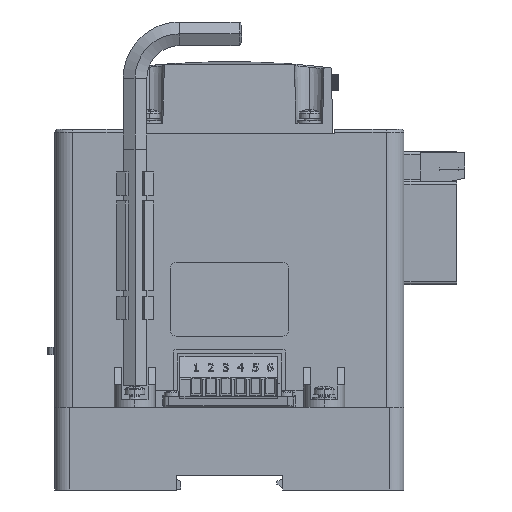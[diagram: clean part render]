
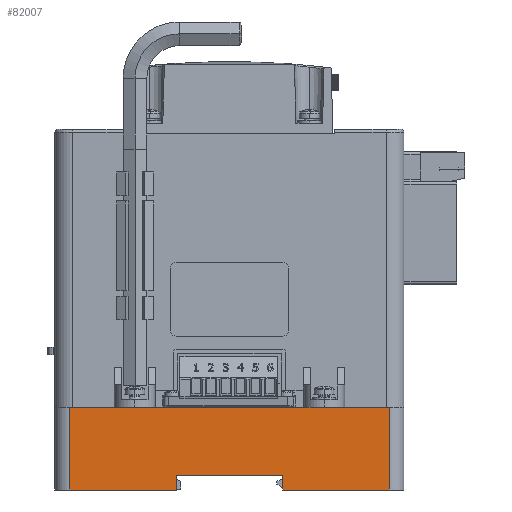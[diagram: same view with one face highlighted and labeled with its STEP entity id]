
A CAD part, left-side view. The second image highlights one B-rep face of the part: STEP entity #82007.
In plain terms, the highlighted planar face has unit normal (-1, 0, 0).
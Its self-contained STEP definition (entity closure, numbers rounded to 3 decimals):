
#456 = VERTEX_POINT ( 'NONE', #44114 ) ;
#2930 = ORIENTED_EDGE ( 'NONE', *, *, #108777, .T. ) ;
#4688 = VERTEX_POINT ( 'NONE', #50728 ) ;
#5314 = VERTEX_POINT ( 'NONE', #15131 ) ;
#15056 = EDGE_CURVE ( 'NONE', #89859, #89920, #41591, .T. ) ;
#15131 = CARTESIAN_POINT ( 'NONE',  ( -159.396, -78.226, -65.275 ) ) ;
#15908 = CARTESIAN_POINT ( 'NONE',  ( -159.396, -42.226, -37.275 ) ) ;
#16941 = EDGE_CURVE ( 'NONE', #456, #89920, #118765, .T. ) ;
#17471 = EDGE_CURVE ( 'NONE', #4688, #90264, #55393, .T. ) ;
#17536 = CARTESIAN_POINT ( 'NONE',  ( -159.396, -155.226, -60.275 ) ) ;
#18469 = CARTESIAN_POINT ( 'NONE',  ( -159.396, -114.226, -60.275 ) ) ;
#19951 = CARTESIAN_POINT ( 'NONE',  ( -159.396, -114.226, -37.275 ) ) ;
#23770 = VECTOR ( 'NONE', #25559, 1000. ) ;
#24170 = PLANE ( 'NONE',  #73972 ) ;
#25559 = DIRECTION ( 'NONE',  ( 0., -1., 0. ) ) ;
#28383 = ORIENTED_EDGE ( 'NONE', *, *, #98754, .T. ) ;
#29109 = VECTOR ( 'NONE', #47562, 1000. ) ;
#29181 = DIRECTION ( 'NONE',  ( 0., 0., -1. ) ) ;
#31542 = FACE_OUTER_BOUND ( 'NONE', #81514, .T. ) ;
#32069 = DIRECTION ( 'NONE',  ( 0., -1., 0. ) ) ;
#34409 = EDGE_CURVE ( 'NONE', #5314, #4688, #74240, .T. ) ;
#35347 = CARTESIAN_POINT ( 'NONE',  ( -159.396, -155.226, -65.275 ) ) ;
#37897 = CARTESIAN_POINT ( 'NONE',  ( -159.396, -42.226, -37.275 ) ) ;
#41591 = LINE ( 'NONE', #35347, #55961 ) ;
#42184 = DIRECTION ( 'NONE',  ( 0., -1., 0. ) ) ;
#44114 = CARTESIAN_POINT ( 'NONE',  ( -159.396, -150.226, -37.275 ) ) ;
#45502 = VECTOR ( 'NONE', #112052, 1000. ) ;
#46276 = DIRECTION ( 'NONE',  ( 0., 0., 1. ) ) ;
#47562 = DIRECTION ( 'NONE',  ( 0., 0., -1. ) ) ;
#50728 = CARTESIAN_POINT ( 'NONE',  ( -159.396, -78.226, -60.275 ) ) ;
#50853 = EDGE_CURVE ( 'NONE', #111512, #5314, #115712, .T. ) ;
#54114 = ORIENTED_EDGE ( 'NONE', *, *, #16941, .F. ) ;
#55393 = LINE ( 'NONE', #17536, #23770 ) ;
#55961 = VECTOR ( 'NONE', #81583, 1000. ) ;
#56819 = VECTOR ( 'NONE', #32069, 1000. ) ;
#57348 = CARTESIAN_POINT ( 'NONE',  ( -159.396, -150.226, -65.275 ) ) ;
#60545 = ORIENTED_EDGE ( 'NONE', *, *, #34409, .T. ) ;
#63639 = LINE ( 'NONE', #37897, #29109 ) ;
#66800 = VECTOR ( 'NONE', #42184, 1000. ) ;
#70405 = DIRECTION ( 'NONE',  ( 0., 0., 1. ) ) ;
#70987 = ORIENTED_EDGE ( 'NONE', *, *, #17471, .T. ) ;
#72373 = LINE ( 'NONE', #19951, #118315 ) ;
#73972 = AXIS2_PLACEMENT_3D ( 'NONE', #108519, #99273, #70405 ) ;
#74240 = LINE ( 'NONE', #101258, #101518 ) ;
#75025 = CARTESIAN_POINT ( 'NONE',  ( -159.396, -114.226, -65.275 ) ) ;
#75465 = LINE ( 'NONE', #97159, #66800 ) ;
#77921 = CARTESIAN_POINT ( 'NONE',  ( -159.396, -155.226, -65.275 ) ) ;
#79458 = ORIENTED_EDGE ( 'NONE', *, *, #50853, .T. ) ;
#79492 = EDGE_CURVE ( 'NONE', #112852, #456, #75465, .T. ) ;
#81514 = EDGE_LOOP ( 'NONE', ( #2930, #79458, #60545, #70987, #28383, #115117, #54114, #118352 ) ) ;
#81583 = DIRECTION ( 'NONE',  ( 0., -1., 0. ) ) ;
#82007 = ADVANCED_FACE ( 'NONE', ( #31542 ), #24170, .T. ) ;
#89859 = VERTEX_POINT ( 'NONE', #75025 ) ;
#89920 = VERTEX_POINT ( 'NONE', #57348 ) ;
#90264 = VERTEX_POINT ( 'NONE', #18469 ) ;
#93557 = CARTESIAN_POINT ( 'NONE',  ( -159.396, -150.226, -37.275 ) ) ;
#97159 = CARTESIAN_POINT ( 'NONE',  ( -159.396, -61.226, -37.275 ) ) ;
#98240 = CARTESIAN_POINT ( 'NONE',  ( -159.396, -42.226, -65.275 ) ) ;
#98754 = EDGE_CURVE ( 'NONE', #90264, #89859, #72373, .T. ) ;
#99273 = DIRECTION ( 'NONE',  ( -1., 0., 0. ) ) ;
#101258 = CARTESIAN_POINT ( 'NONE',  ( -159.396, -78.226, -37.275 ) ) ;
#101518 = VECTOR ( 'NONE', #46276, 1000. ) ;
#108519 = CARTESIAN_POINT ( 'NONE',  ( -159.396, -155.226, -37.275 ) ) ;
#108777 = EDGE_CURVE ( 'NONE', #112852, #111512, #63639, .T. ) ;
#111512 = VERTEX_POINT ( 'NONE', #98240 ) ;
#112052 = DIRECTION ( 'NONE',  ( 0., 0., -1. ) ) ;
#112852 = VERTEX_POINT ( 'NONE', #15908 ) ;
#115117 = ORIENTED_EDGE ( 'NONE', *, *, #15056, .T. ) ;
#115712 = LINE ( 'NONE', #77921, #56819 ) ;
#118315 = VECTOR ( 'NONE', #29181, 1000. ) ;
#118352 = ORIENTED_EDGE ( 'NONE', *, *, #79492, .F. ) ;
#118765 = LINE ( 'NONE', #93557, #45502 ) ;
